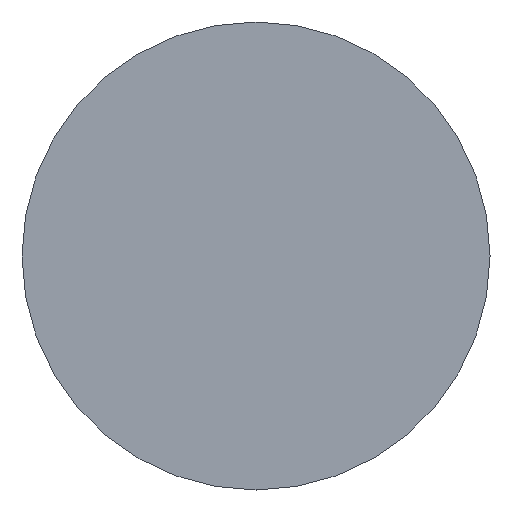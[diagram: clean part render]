
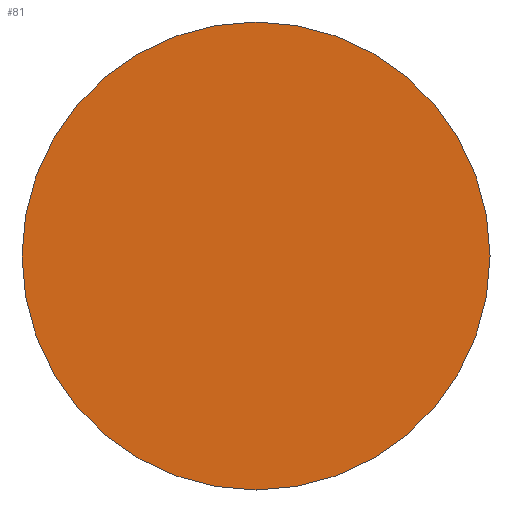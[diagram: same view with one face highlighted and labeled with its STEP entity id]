
A CAD part, front view. The second image highlights one B-rep face of the part: STEP entity #81.
In plain terms, the highlighted planar face has unit normal (0, -1, 0).
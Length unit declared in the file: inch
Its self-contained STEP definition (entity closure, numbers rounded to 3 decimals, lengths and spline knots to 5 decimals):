
#6 = CARTESIAN_POINT ( 'NONE',  ( 0., 0., -0.25 ) ) ;
#33 = DIRECTION ( 'NONE',  ( 0., 0., -1. ) ) ;
#44 = AXIS2_PLACEMENT_3D ( 'NONE', #219, #180, #141 ) ;
#50 = ORIENTED_EDGE ( 'NONE', *, *, #195, .T. ) ;
#53 = FACE_OUTER_BOUND ( 'NONE', #279, .T. ) ;
#64 = DIRECTION ( 'NONE',  ( 0., -1., 0. ) ) ;
#81 = ADVANCED_FACE ( 'NONE', ( #53 ), #242, .T. ) ;
#94 = VERTEX_POINT ( 'NONE', #254 ) ;
#115 = CIRCLE ( 'NONE', #44, 0.25 ) ;
#141 = DIRECTION ( 'NONE',  ( 0., 0., -1. ) ) ;
#156 = CARTESIAN_POINT ( 'NONE',  ( 0., 0., 0. ) ) ;
#180 = DIRECTION ( 'NONE',  ( 0., -1., 0. ) ) ;
#190 = VERTEX_POINT ( 'NONE', #6 ) ;
#195 = EDGE_CURVE ( 'NONE', #190, #94, #115, .T. ) ;
#211 = EDGE_CURVE ( 'NONE', #94, #190, #259, .T. ) ;
#219 = CARTESIAN_POINT ( 'NONE',  ( 0., 0., 0. ) ) ;
#225 = CARTESIAN_POINT ( 'NONE',  ( 0., 0., 0. ) ) ;
#228 = ORIENTED_EDGE ( 'NONE', *, *, #211, .T. ) ;
#242 = PLANE ( 'NONE',  #270 ) ;
#251 = DIRECTION ( 'NONE',  ( 0., 0., -1. ) ) ;
#254 = CARTESIAN_POINT ( 'NONE',  ( 0., 0., 0.25 ) ) ;
#259 = CIRCLE ( 'NONE', #267, 0.25 ) ;
#267 = AXIS2_PLACEMENT_3D ( 'NONE', #156, #64, #33 ) ;
#270 = AXIS2_PLACEMENT_3D ( 'NONE', #225, #280, #251 ) ;
#279 = EDGE_LOOP ( 'NONE', ( #50, #228 ) ) ;
#280 = DIRECTION ( 'NONE',  ( 0., -1., 0. ) ) ;
